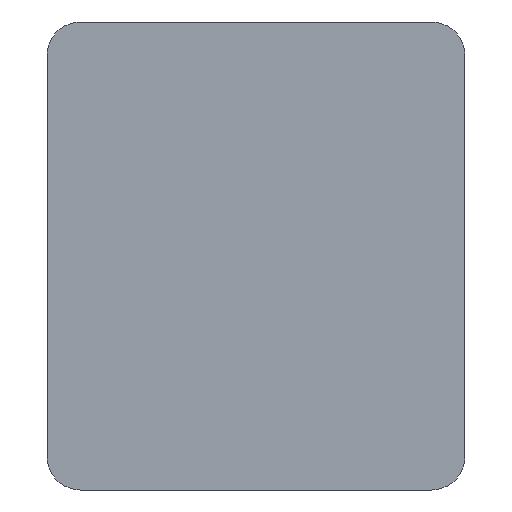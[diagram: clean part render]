
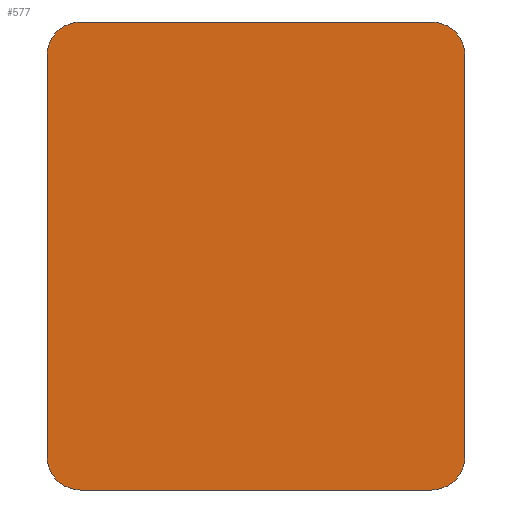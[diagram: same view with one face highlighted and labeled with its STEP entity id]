
A CAD part, front view. The second image highlights one B-rep face of the part: STEP entity #577.
In plain terms, the highlighted planar face has unit normal (0, -1, 0).
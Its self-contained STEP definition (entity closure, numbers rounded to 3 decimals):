
#39=FACE_OUTER_BOUND('',#71,.T.);
#71=EDGE_LOOP('',(#385,#386,#387,#388,#389,#390,#391,#392));
#103=LINE('',#856,#165);
#104=LINE('',#860,#166);
#105=LINE('',#864,#167);
#106=LINE('',#867,#168);
#165=VECTOR('',#685,10.);
#166=VECTOR('',#688,10.);
#167=VECTOR('',#691,10.);
#168=VECTOR('',#694,10.);
#227=CIRCLE('',#625,2.);
#228=CIRCLE('',#626,2.);
#229=CIRCLE('',#627,2.);
#230=CIRCLE('',#628,2.);
#243=VERTEX_POINT('',#852);
#244=VERTEX_POINT('',#853);
#245=VERTEX_POINT('',#855);
#246=VERTEX_POINT('',#857);
#247=VERTEX_POINT('',#859);
#248=VERTEX_POINT('',#861);
#249=VERTEX_POINT('',#863);
#250=VERTEX_POINT('',#865);
#299=EDGE_CURVE('',#243,#244,#227,.T.);
#300=EDGE_CURVE('',#244,#245,#103,.T.);
#301=EDGE_CURVE('',#245,#246,#228,.T.);
#302=EDGE_CURVE('',#246,#247,#104,.T.);
#303=EDGE_CURVE('',#247,#248,#229,.T.);
#304=EDGE_CURVE('',#248,#249,#105,.T.);
#305=EDGE_CURVE('',#249,#250,#230,.T.);
#306=EDGE_CURVE('',#250,#243,#106,.T.);
#385=ORIENTED_EDGE('',*,*,#299,.T.);
#386=ORIENTED_EDGE('',*,*,#300,.T.);
#387=ORIENTED_EDGE('',*,*,#301,.T.);
#388=ORIENTED_EDGE('',*,*,#302,.T.);
#389=ORIENTED_EDGE('',*,*,#303,.T.);
#390=ORIENTED_EDGE('',*,*,#304,.T.);
#391=ORIENTED_EDGE('',*,*,#305,.T.);
#392=ORIENTED_EDGE('',*,*,#306,.T.);
#557=PLANE('',#624);
#577=ADVANCED_FACE('',(#39),#557,.F.);
#624=AXIS2_PLACEMENT_3D('',#851,#681,#682);
#625=AXIS2_PLACEMENT_3D('',#854,#683,#684);
#626=AXIS2_PLACEMENT_3D('',#858,#686,#687);
#627=AXIS2_PLACEMENT_3D('',#862,#689,#690);
#628=AXIS2_PLACEMENT_3D('',#866,#692,#693);
#681=DIRECTION('center_axis',(0.,1.,0.));
#682=DIRECTION('ref_axis',(1.,0.,0.));
#683=DIRECTION('center_axis',(0.,-1.,0.));
#684=DIRECTION('ref_axis',(0.707,0.,-0.707));
#685=DIRECTION('',(0.,0.,1.));
#686=DIRECTION('center_axis',(0.,-1.,0.));
#687=DIRECTION('ref_axis',(0.707,0.,0.707));
#688=DIRECTION('',(-1.,0.,0.));
#689=DIRECTION('center_axis',(0.,-1.,0.));
#690=DIRECTION('ref_axis',(-0.707,0.,0.707));
#691=DIRECTION('',(0.,0.,-1.));
#692=DIRECTION('center_axis',(0.,-1.,0.));
#693=DIRECTION('ref_axis',(-0.707,0.,-0.707));
#694=DIRECTION('',(1.,0.,0.));
#851=CARTESIAN_POINT('Origin',(0.,-6.,0.));
#852=CARTESIAN_POINT('',(10.5,-6.,-14.));
#853=CARTESIAN_POINT('',(12.5,-6.,-12.));
#854=CARTESIAN_POINT('Origin',(10.5,-6.,-12.));
#855=CARTESIAN_POINT('',(12.5,-6.,12.));
#856=CARTESIAN_POINT('',(12.5,-6.,-14.));
#857=CARTESIAN_POINT('',(10.5,-6.,14.));
#858=CARTESIAN_POINT('Origin',(10.5,-6.,12.));
#859=CARTESIAN_POINT('',(-10.5,-6.,14.));
#860=CARTESIAN_POINT('',(12.5,-6.,14.));
#861=CARTESIAN_POINT('',(-12.5,-6.,12.));
#862=CARTESIAN_POINT('Origin',(-10.5,-6.,12.));
#863=CARTESIAN_POINT('',(-12.5,-6.,-12.));
#864=CARTESIAN_POINT('',(-12.5,-6.,14.));
#865=CARTESIAN_POINT('',(-10.5,-6.,-14.));
#866=CARTESIAN_POINT('Origin',(-10.5,-6.,-12.));
#867=CARTESIAN_POINT('',(-12.5,-6.,-14.));
